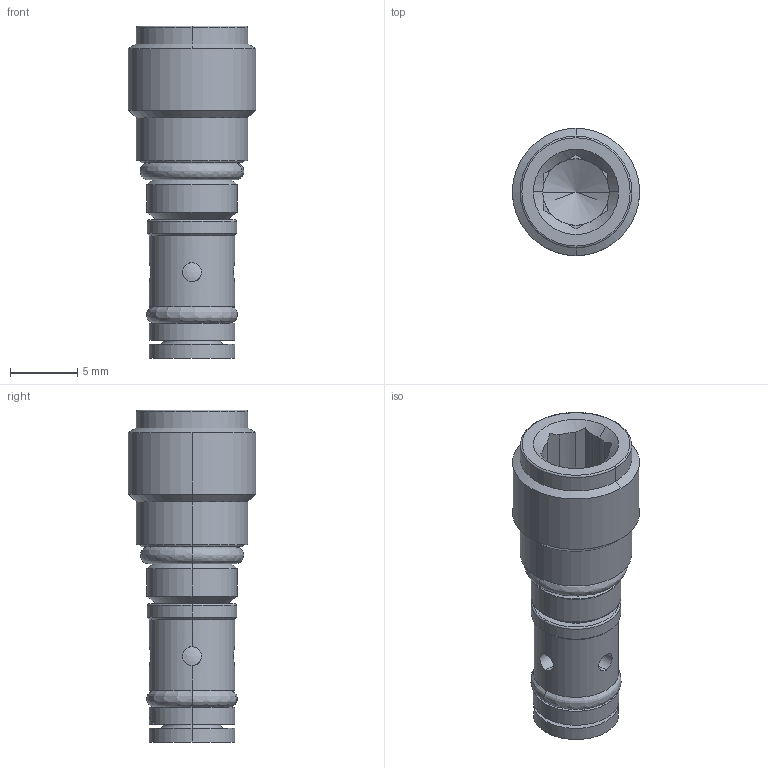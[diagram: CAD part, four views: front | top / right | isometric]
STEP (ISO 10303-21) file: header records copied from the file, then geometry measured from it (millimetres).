
FILE_DESCRIPTION((''),'2;1');
FILE_NAME('CXZA-XAN_PRT','2009-08-25T',('Administrator'),(''),'PRO/ENGINEER BY PARAMETRIC TECHNOLOGY CORPORATION, 2006240','PRO/ENGINEER BY PARAMETRIC TECHNOLOGY CORPORATION, 2006240','');
FILE_SCHEMA(('CONFIG_CONTROL_DESIGN'));
Length unit declared in the file: inch
Products named in the file (1): CXZA-XAN_PRT
Bounding box: 9.5 x 9.5 x 24.76 mm (x, y, z)
Volume: 942.9 mm3; surface area: 1234 mm2
Topology: 3 solids, 6 shells, 149 faces, 326 edges, 188 vertices
Faces by surface type: cylinder 42, torus 40, plane 33, cone 22, revolution 8, sphere 4
Entity records: 5005 total; most frequent: CARTESIAN_POINT 1683, DIRECTION 739, ORIENTED_EDGE 644, EDGE_CURVE 322, AXIS2_PLACEMENT_3D 316, VERTEX_POINT 188, CIRCLE 175, EDGE_LOOP 160
